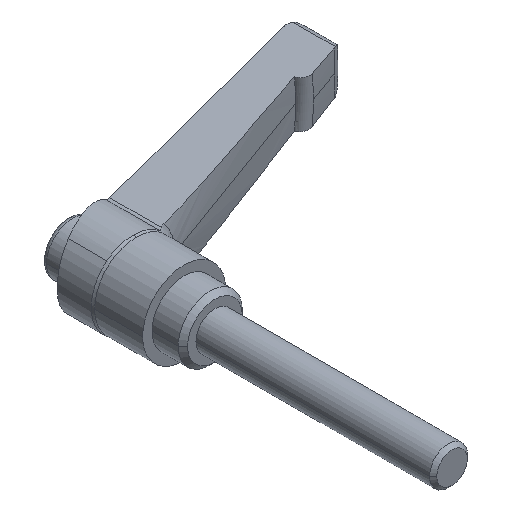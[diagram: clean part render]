
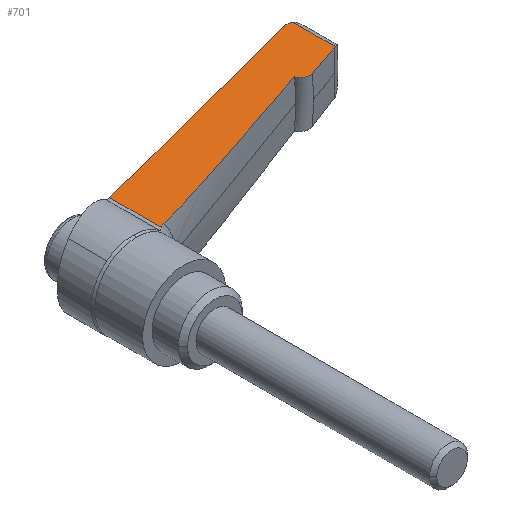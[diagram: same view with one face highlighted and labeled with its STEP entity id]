
A CAD part, isometric view. The second image highlights one B-rep face of the part: STEP entity #701.
In plain terms, the highlighted planar face has unit normal (0.035, 0, 0.999).
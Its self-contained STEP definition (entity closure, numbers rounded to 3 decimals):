
#319 = VERTEX_POINT( '', #816 );
#371 = VERTEX_POINT( '', #874 );
#379 = EDGE_CURVE( '', #617, #319, #883, .T. );
#393 = EDGE_CURVE( '', #705, #625, #898, .T. );
#425 = VERTEX_POINT( '', #938 );
#431 = VERTEX_POINT( '', #945 );
#455 = EDGE_CURVE( '', #431, #625, #970, .T. );
#485 = EDGE_CURVE( '', #617, #371, #1001, .T. );
#491 = EDGE_CURVE( '', #621, #425, #1008, .T. );
#533 = EDGE_CURVE( '', #319, #645, #1055, .T. );
#617 = VERTEX_POINT( '', #1147 );
#621 = VERTEX_POINT( '', #1151 );
#625 = VERTEX_POINT( '', #1155 );
#645 = VERTEX_POINT( '', #1175 );
#647 = EDGE_CURVE( '', #705, #371, #1177, .T. );
#671 = EDGE_CURVE( '', #645, #621, #1203, .T. );
#701 = ADVANCED_FACE( '', ( #1234 ), #1235, .F. );
#705 = VERTEX_POINT( '', #1239 );
#715 = EDGE_CURVE( '', #425, #431, #1249, .T. );
#816 = CARTESIAN_POINT( '', ( 59.529, 34.42, 4.631 ) );
#874 = CARTESIAN_POINT( '', ( 59.921, 43.538, 4.617 ) );
#883 = B_SPLINE_CURVE_WITH_KNOTS( '', 3, ( #1462, #1463, #1464, #1465, #1466, #1467 ), .UNSPECIFIED., .F., .F., ( 4, 2, 4 ), ( 5.365, 5.561, 5.781 ), .UNSPECIFIED. );
#898 = LINE( '', #1486, #1487 );
#938 = CARTESIAN_POINT( '', ( 7.735, 18.479, 6.44 ) );
#945 = CARTESIAN_POINT( '', ( 6.706, 18.001, 6.476 ) );
#970 = LINE( '', #1622, #1623 );
#1001 = LINE( '', #1681, #1682 );
#1008 = ( B_SPLINE_CURVE( 2, ( #1691, #1692, #1693 ), .UNSPECIFIED., .F., .F. )B_SPLINE_CURVE_WITH_KNOTS( ( 3, 3 ), ( 0., 44.487 ), .UNSPECIFIED. )RATIONAL_B_SPLINE_CURVE( ( 1., 1.4, 1. ) )BOUNDED_CURVE(  )REPRESENTATION_ITEM( '' )GEOMETRIC_REPRESENTATION_ITEM(  )CURVE(  ) );
#1055 = ( B_SPLINE_CURVE( 2, ( #1759, #1760, #1761 ), .UNSPECIFIED., .F., .F. )B_SPLINE_CURVE_WITH_KNOTS( ( 3, 3 ), ( 0., 7.654 ), .UNSPECIFIED. )RATIONAL_B_SPLINE_CURVE( ( 1., 1.002, 1. ) )BOUNDED_CURVE(  )REPRESENTATION_ITEM( '' )GEOMETRIC_REPRESENTATION_ITEM(  )CURVE(  ) );
#1147 = CARTESIAN_POINT( '', ( 59.921, 34.58, 4.617 ) );
#1151 = CARTESIAN_POINT( '', ( 49.751, 33.014, 4.972 ) );
#1155 = CARTESIAN_POINT( '', ( 6.706, 28.857, 6.476 ) );
#1175 = CARTESIAN_POINT( '', ( 52.335, 31.818, 4.882 ) );
#1177 = B_SPLINE_CURVE_WITH_KNOTS( '', 3, ( #1980, #1981, #1982, #1983, #1984, #1985, #1986, #1987, #1988, #1989 ), .UNSPECIFIED., .F., .F., ( 4, 2, 2, 2, 4 ), ( 16.778, 17.084, 17.831, 18.578, 18.881 ), .UNSPECIFIED. );
#1203 = B_SPLINE_CURVE_WITH_KNOTS( '', 3, ( #2053, #2054, #2055, #2056, #2057, #2058, #2059, #2060, #2061, #2062, #2063, #2064, #2065, #2066, #2067, #2068, #2069, #2070, #2071, #2072 ), .UNSPECIFIED., .F., .F., ( 4, 2, 2, 2, 2, 2, 2, 2, 2, 4 ), ( 2.314, 2.6, 2.974, 3.349, 3.723, 4.096, 4.469, 4.84, 5.211, 5.294 ), .UNSPECIFIED. );
#1234 = FACE_OUTER_BOUND( '', #2112, .T. );
#1235 = PLANE( '', #2113 );
#1239 = CARTESIAN_POINT( '', ( 58.339, 43.664, 4.672 ) );
#1249 = B_SPLINE_CURVE_WITH_KNOTS( '', 3, ( #2133, #2134, #2135, #2136, #2137, #2138, #2139, #2140 ), .UNSPECIFIED., .F., .F., ( 4, 2, 2, 4 ), ( 4.154, 4.36, 4.861, 5.229 ), .UNSPECIFIED. );
#1462 = CARTESIAN_POINT( '', ( 59.921, 34.58, 4.617 ) );
#1463 = CARTESIAN_POINT( '', ( 59.86, 34.552, 4.619 ) );
#1464 = CARTESIAN_POINT( '', ( 59.799, 34.525, 4.622 ) );
#1465 = CARTESIAN_POINT( '', ( 59.671, 34.473, 4.626 ) );
#1466 = CARTESIAN_POINT( '', ( 59.601, 34.445, 4.628 ) );
#1467 = CARTESIAN_POINT( '', ( 59.529, 34.42, 4.631 ) );
#1486 = CARTESIAN_POINT( '', ( -5.509, 25.354, 6.902 ) );
#1487 = VECTOR( '', #2356, 1. );
#1622 = CARTESIAN_POINT( '', ( 6.706, 0., 6.476 ) );
#1623 = VECTOR( '', #2465, 1. );
#1681 = CARTESIAN_POINT( '', ( 59.921, 0., 4.617 ) );
#1682 = VECTOR( '', #2487, 1. );
#1691 = CARTESIAN_POINT( '', ( 49.751, 33.014, 4.972 ) );
#1692 = CARTESIAN_POINT( '', ( 14.776, 20.391, 6.194 ) );
#1693 = CARTESIAN_POINT( '', ( 7.735, 18.479, 6.44 ) );
#1759 = CARTESIAN_POINT( '', ( 59.529, 34.42, 4.631 ) );
#1760 = CARTESIAN_POINT( '', ( 55.703, 33.035, 4.765 ) );
#1761 = CARTESIAN_POINT( '', ( 52.335, 31.818, 4.882 ) );
#1980 = CARTESIAN_POINT( '', ( 57.706, 43.537, 4.695 ) );
#1981 = CARTESIAN_POINT( '', ( 57.811, 43.567, 4.691 ) );
#1982 = CARTESIAN_POINT( '', ( 57.919, 43.593, 4.687 ) );
#1983 = CARTESIAN_POINT( '', ( 58.294, 43.667, 4.674 ) );
#1984 = CARTESIAN_POINT( '', ( 58.566, 43.692, 4.665 ) );
#1985 = CARTESIAN_POINT( '', ( 59.064, 43.692, 4.647 ) );
#1986 = CARTESIAN_POINT( '', ( 59.335, 43.667, 4.638 ) );
#1987 = CARTESIAN_POINT( '', ( 59.71, 43.593, 4.625 ) );
#1988 = CARTESIAN_POINT( '', ( 59.817, 43.567, 4.621 ) );
#1989 = CARTESIAN_POINT( '', ( 59.921, 43.538, 4.617 ) );
#2053 = CARTESIAN_POINT( '', ( 52.335, 31.818, 4.882 ) );
#2054 = CARTESIAN_POINT( '', ( 52.242, 31.785, 4.885 ) );
#2055 = CARTESIAN_POINT( '', ( 52.142, 31.757, 4.889 ) );
#2056 = CARTESIAN_POINT( '', ( 51.907, 31.71, 4.897 ) );
#2057 = CARTESIAN_POINT( '', ( 51.771, 31.698, 4.902 ) );
#2058 = CARTESIAN_POINT( '', ( 51.521, 31.698, 4.911 ) );
#2059 = CARTESIAN_POINT( '', ( 51.385, 31.71, 4.915 ) );
#2060 = CARTESIAN_POINT( '', ( 51.118, 31.763, 4.925 ) );
#2061 = CARTESIAN_POINT( '', ( 50.987, 31.803, 4.929 ) );
#2062 = CARTESIAN_POINT( '', ( 50.757, 31.898, 4.937 ) );
#2063 = CARTESIAN_POINT( '', ( 50.636, 31.961, 4.941 ) );
#2064 = CARTESIAN_POINT( '', ( 50.411, 32.111, 4.949 ) );
#2065 = CARTESIAN_POINT( '', ( 50.306, 32.198, 4.953 ) );
#2066 = CARTESIAN_POINT( '', ( 50.13, 32.373, 4.959 ) );
#2067 = CARTESIAN_POINT( '', ( 50.043, 32.477, 4.962 ) );
#2068 = CARTESIAN_POINT( '', ( 49.893, 32.701, 4.967 ) );
#2069 = CARTESIAN_POINT( '', ( 49.83, 32.821, 4.97 ) );
#2070 = CARTESIAN_POINT( '', ( 49.771, 32.96, 4.972 ) );
#2071 = CARTESIAN_POINT( '', ( 49.761, 32.987, 4.972 ) );
#2072 = CARTESIAN_POINT( '', ( 49.751, 33.014, 4.972 ) );
#2112 = EDGE_LOOP( '', ( #2729, #2730, #2731, #2732, #2733, #2734, #2735, #2736, #2737 ) );
#2113 = AXIS2_PLACEMENT_3D( '', #2738, #2739, #2740 );
#2133 = CARTESIAN_POINT( '', ( 7.735, 18.479, 6.44 ) );
#2134 = CARTESIAN_POINT( '', ( 7.665, 18.46, 6.442 ) );
#2135 = CARTESIAN_POINT( '', ( 7.597, 18.439, 6.444 ) );
#2136 = CARTESIAN_POINT( '', ( 7.373, 18.363, 6.452 ) );
#2137 = CARTESIAN_POINT( '', ( 7.205, 18.293, 6.458 ) );
#2138 = CARTESIAN_POINT( '', ( 6.925, 18.145, 6.468 ) );
#2139 = CARTESIAN_POINT( '', ( 6.81, 18.075, 6.472 ) );
#2140 = CARTESIAN_POINT( '', ( 6.706, 18.001, 6.476 ) );
#2356 = DIRECTION( '', ( -0.961, -0.275, 0.034 ) );
#2465 = DIRECTION( '', ( 0., 1., 0. ) );
#2487 = DIRECTION( '', ( 0., 1., 0. ) );
#2729 = ORIENTED_EDGE( '', *, *, #393, .T. );
#2730 = ORIENTED_EDGE( '', *, *, #455, .F. );
#2731 = ORIENTED_EDGE( '', *, *, #715, .F. );
#2732 = ORIENTED_EDGE( '', *, *, #491, .F. );
#2733 = ORIENTED_EDGE( '', *, *, #671, .F. );
#2734 = ORIENTED_EDGE( '', *, *, #533, .F. );
#2735 = ORIENTED_EDGE( '', *, *, #379, .F. );
#2736 = ORIENTED_EDGE( '', *, *, #485, .T. );
#2737 = ORIENTED_EDGE( '', *, *, #647, .F. );
#2738 = CARTESIAN_POINT( '', ( 6.706, 0., 6.476 ) );
#2739 = DIRECTION( '', ( -0.035, 0., -0.999 ) );
#2740 = DIRECTION( '', ( -0.999, 0., 0.035 ) );
